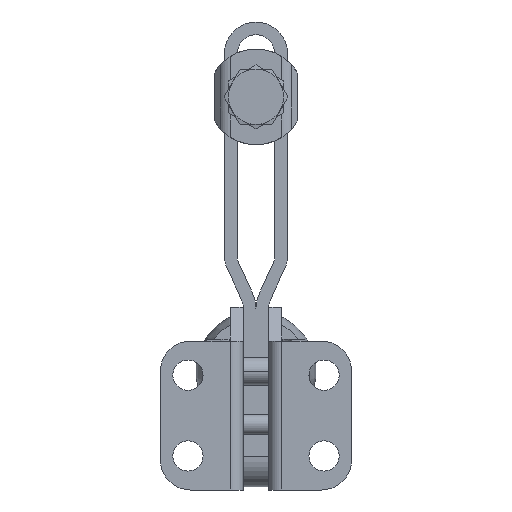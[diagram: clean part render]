
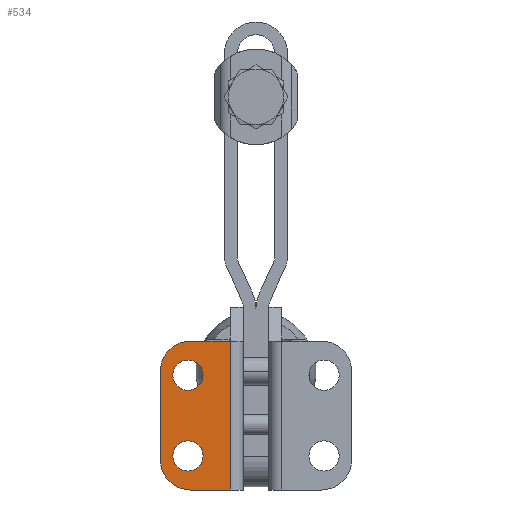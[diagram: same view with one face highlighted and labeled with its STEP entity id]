
A CAD part, front view. The second image highlights one B-rep face of the part: STEP entity #534.
In plain terms, the highlighted planar face has unit normal (0, -1, 0).
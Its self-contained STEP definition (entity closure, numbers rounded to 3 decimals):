
#534 = ADVANCED_FACE( '', ( #861, #862, #863 ), #864, .T. );
#861 = FACE_BOUND( '', #1511, .T. );
#862 = FACE_BOUND( '', #1512, .T. );
#863 = FACE_OUTER_BOUND( '', #1513, .T. );
#864 = PLANE( '', #1514 );
#1511 = EDGE_LOOP( '', ( #2312, #2313 ) );
#1512 = EDGE_LOOP( '', ( #2314, #2315 ) );
#1513 = EDGE_LOOP( '', ( #2316, #2317, #2318, #2319, #2320, #2321 ) );
#1514 = AXIS2_PLACEMENT_3D( '', #2322, #2323, #2324 );
#2312 = ORIENTED_EDGE( '', *, *, #4517, .T. );
#2313 = ORIENTED_EDGE( '', *, *, #4524, .T. );
#2314 = ORIENTED_EDGE( '', *, *, #4509, .T. );
#2315 = ORIENTED_EDGE( '', *, *, #4528, .T. );
#2316 = ORIENTED_EDGE( '', *, *, #4532, .T. );
#2317 = ORIENTED_EDGE( '', *, *, #4570, .F. );
#2318 = ORIENTED_EDGE( '', *, *, #4544, .T. );
#2319 = ORIENTED_EDGE( '', *, *, #4568, .T. );
#2320 = ORIENTED_EDGE( '', *, *, #4571, .T. );
#2321 = ORIENTED_EDGE( '', *, *, #4572, .T. );
#2322 = CARTESIAN_POINT( '', ( 22.5, -23.2, -27.9 ) );
#2323 = DIRECTION( '', ( 0., -1., 0. ) );
#2324 = DIRECTION( '', ( 1., 0., 0. ) );
#4509 = EDGE_CURVE( '', #5282, #5286, #5288, .T. );
#4517 = EDGE_CURVE( '', #5298, #5302, #5304, .T. );
#4524 = EDGE_CURVE( '', #5302, #5298, #5315, .T. );
#4528 = EDGE_CURVE( '', #5286, #5282, #5319, .T. );
#4532 = EDGE_CURVE( '', #5326, #5324, #5327, .T. );
#4544 = EDGE_CURVE( '', #5350, #5348, #5351, .T. );
#4568 = EDGE_CURVE( '', #5348, #5391, #5393, .T. );
#4570 = EDGE_CURVE( '', #5350, #5324, #5395, .T. );
#4571 = EDGE_CURVE( '', #5391, #5396, #5397, .T. );
#4572 = EDGE_CURVE( '', #5396, #5326, #5398, .T. );
#5282 = VERTEX_POINT( '', #6511 );
#5286 = VERTEX_POINT( '', #6516 );
#5288 = CIRCLE( '', #6519, 3.55 );
#5298 = VERTEX_POINT( '', #6531 );
#5302 = VERTEX_POINT( '', #6536 );
#5304 = CIRCLE( '', #6539, 3.55 );
#5315 = CIRCLE( '', #6552, 3.55 );
#5319 = CIRCLE( '', #6556, 3.55 );
#5324 = VERTEX_POINT( '', #6561 );
#5326 = VERTEX_POINT( '', #6564 );
#5327 = CIRCLE( '', #6565, 7.1 );
#5348 = VERTEX_POINT( '', #6591 );
#5350 = VERTEX_POINT( '', #6594 );
#5351 = CIRCLE( '', #6595, 7.1 );
#5391 = VERTEX_POINT( '', #6652 );
#5393 = LINE( '', #6654, #6655 );
#5395 = LINE( '', #6658, #6659 );
#5396 = VERTEX_POINT( '', #6660 );
#5397 = LINE( '', #6661, #6662 );
#5398 = LINE( '', #6663, #6664 );
#6511 = CARTESIAN_POINT( '', ( -12.45, -23.2, -19.9 ) );
#6516 = CARTESIAN_POINT( '', ( -19.55, -23.2, -19.9 ) );
#6519 = AXIS2_PLACEMENT_3D( '', #8673, #8674, #8675 );
#6531 = CARTESIAN_POINT( '', ( -12.45, -23.2, -0.9 ) );
#6536 = CARTESIAN_POINT( '', ( -19.55, -23.2, -0.9 ) );
#6539 = AXIS2_PLACEMENT_3D( '', #8689, #8690, #8691 );
#6552 = AXIS2_PLACEMENT_3D( '', #8706, #8707, #8708 );
#6556 = AXIS2_PLACEMENT_3D( '', #8718, #8719, #8720 );
#6561 = CARTESIAN_POINT( '', ( -22.5, -23.2, 0. ) );
#6564 = CARTESIAN_POINT( '', ( -15.4, -23.2, 7.1 ) );
#6565 = AXIS2_PLACEMENT_3D( '', #8728, #8729, #8730 );
#6591 = CARTESIAN_POINT( '', ( -15.4, -23.2, -27.9 ) );
#6594 = CARTESIAN_POINT( '', ( -22.5, -23.2, -20.8 ) );
#6595 = AXIS2_PLACEMENT_3D( '', #8752, #8753, #8754 );
#6652 = CARTESIAN_POINT( '', ( -6., -23.2, -27.9 ) );
#6654 = CARTESIAN_POINT( '', ( -22.5, -23.2, -27.9 ) );
#6655 = VECTOR( '', #8790, 1. );
#6658 = CARTESIAN_POINT( '', ( -22.5, -23.2, -27.9 ) );
#6659 = VECTOR( '', #8792, 1. );
#6660 = CARTESIAN_POINT( '', ( -6., -23.2, 7.1 ) );
#6661 = CARTESIAN_POINT( '', ( -6., -23.2, -10.4 ) );
#6662 = VECTOR( '', #8793, 1. );
#6663 = CARTESIAN_POINT( '', ( -22.5, -23.2, 7.1 ) );
#6664 = VECTOR( '', #8794, 1. );
#8673 = CARTESIAN_POINT( '', ( -16., -23.2, -19.9 ) );
#8674 = DIRECTION( '', ( 0., 1., 0. ) );
#8675 = DIRECTION( '', ( 1., 0., 0. ) );
#8689 = CARTESIAN_POINT( '', ( -16., -23.2, -0.9 ) );
#8690 = DIRECTION( '', ( 0., 1., 0. ) );
#8691 = DIRECTION( '', ( 1., 0., 0. ) );
#8706 = CARTESIAN_POINT( '', ( -16., -23.2, -0.9 ) );
#8707 = DIRECTION( '', ( 0., 1., 0. ) );
#8708 = DIRECTION( '', ( 1., 0., 0. ) );
#8718 = CARTESIAN_POINT( '', ( -16., -23.2, -19.9 ) );
#8719 = DIRECTION( '', ( 0., 1., 0. ) );
#8720 = DIRECTION( '', ( 1., 0., 0. ) );
#8728 = CARTESIAN_POINT( '', ( -15.4, -23.2, 0. ) );
#8729 = DIRECTION( '', ( 0., -1., 0. ) );
#8730 = DIRECTION( '', ( -1., 0., 0. ) );
#8752 = CARTESIAN_POINT( '', ( -15.4, -23.2, -20.8 ) );
#8753 = DIRECTION( '', ( 0., -1., 0. ) );
#8754 = DIRECTION( '', ( 0., 0., -1. ) );
#8790 = DIRECTION( '', ( 1., 0., 0. ) );
#8792 = DIRECTION( '', ( 0., 0., 1. ) );
#8793 = DIRECTION( '', ( 0., 0., 1. ) );
#8794 = DIRECTION( '', ( -1., 0., 0. ) );
